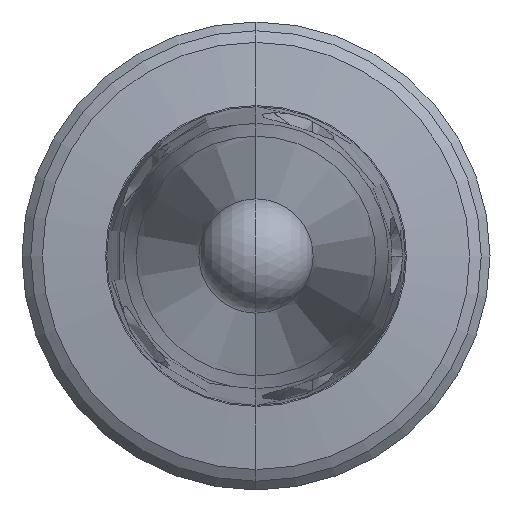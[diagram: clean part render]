
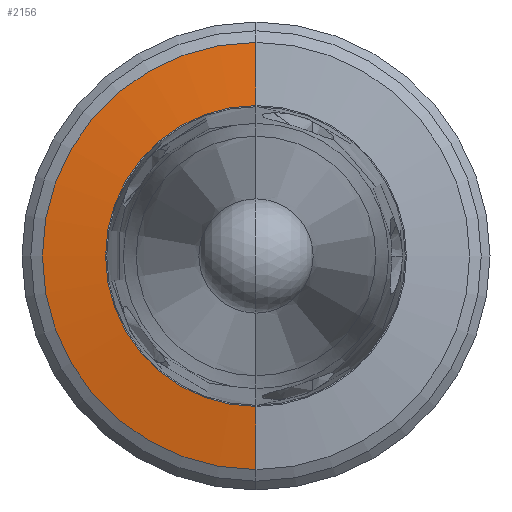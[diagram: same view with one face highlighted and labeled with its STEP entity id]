
A CAD part, left-side view. The second image highlights one B-rep face of the part: STEP entity #2156.
In plain terms, the highlighted conical face has half-angle 82.185 degrees and reference radius 9.485 mm.
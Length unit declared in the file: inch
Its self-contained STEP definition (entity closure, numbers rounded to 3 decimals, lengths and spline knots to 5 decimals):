
#224 = CIRCLE ( 'NONE', #2948, 0.37343 ) ;
#248 = CARTESIAN_POINT ( 'NONE',  ( 0.64505, 0., 0.37343 ) ) ;
#276 = ORIENTED_EDGE ( 'NONE', *, *, #762, .T. ) ;
#294 = EDGE_CURVE ( 'NONE', #6305, #1977, #224, .T. ) ;
#762 = EDGE_CURVE ( 'NONE', #5179, #1977, #4696, .T. ) ;
#771 = CARTESIAN_POINT ( 'NONE',  ( 0.64505, 0., -0.37343 ) ) ;
#1005 = DIRECTION ( 'NONE',  ( 0., 0., -1. ) ) ;
#1243 = DIRECTION ( 'NONE',  ( 0.136, 0., 0.991 ) ) ;
#1314 = DIRECTION ( 'NONE',  ( 0.136, 0., -0.991 ) ) ;
#1825 = CARTESIAN_POINT ( 'NONE',  ( 0.64505, 0., -0.37343 ) ) ;
#1893 = FACE_OUTER_BOUND ( 'NONE', #4021, .T. ) ;
#1977 = VERTEX_POINT ( 'NONE', #3350 ) ;
#2103 = VECTOR ( 'NONE', #1314, 39.37008 ) ;
#2156 = ADVANCED_FACE ( 'NONE', ( #1893 ), #2442, .T. ) ;
#2442 = CONICAL_SURFACE ( 'NONE', #2538, 0.37343, 1.434 ) ;
#2538 = AXIS2_PLACEMENT_3D ( 'NONE', #4442, #4947, #1005 ) ;
#2948 = AXIS2_PLACEMENT_3D ( 'NONE', #4337, #3853, #3368 ) ;
#3350 = CARTESIAN_POINT ( 'NONE',  ( 0.64505, 0., 0.37343 ) ) ;
#3368 = DIRECTION ( 'NONE',  ( 0., 0., -1. ) ) ;
#3389 = DIRECTION ( 'NONE',  ( 1., 0., 0. ) ) ;
#3399 = VECTOR ( 'NONE', #1243, 39.37008 ) ;
#3853 = DIRECTION ( 'NONE',  ( 1., 0., 0. ) ) ;
#3866 = DIRECTION ( 'NONE',  ( 0., 0., -1. ) ) ;
#3881 = ORIENTED_EDGE ( 'NONE', *, *, #4808, .F. ) ;
#4021 = EDGE_LOOP ( 'NONE', ( #6215, #276, #5906, #3881 ) ) ;
#4337 = CARTESIAN_POINT ( 'NONE',  ( 0.64505, 0., 0. ) ) ;
#4442 = CARTESIAN_POINT ( 'NONE',  ( 0.64505, 0., 0. ) ) ;
#4581 = CARTESIAN_POINT ( 'NONE',  ( 0.629, 0., 0.2565 ) ) ;
#4696 = LINE ( 'NONE', #248, #3399 ) ;
#4745 = LINE ( 'NONE', #1825, #2103 ) ;
#4808 = EDGE_CURVE ( 'NONE', #5570, #6305, #4745, .T. ) ;
#4947 = DIRECTION ( 'NONE',  ( 1., 0., 0. ) ) ;
#5179 = VERTEX_POINT ( 'NONE', #4581 ) ;
#5570 = VERTEX_POINT ( 'NONE', #5602 ) ;
#5602 = CARTESIAN_POINT ( 'NONE',  ( 0.629, 0., -0.2565 ) ) ;
#5682 = EDGE_CURVE ( 'NONE', #5570, #5179, #5791, .T. ) ;
#5791 = CIRCLE ( 'NONE', #5879, 0.2565 ) ;
#5879 = AXIS2_PLACEMENT_3D ( 'NONE', #6338, #3389, #3866 ) ;
#5906 = ORIENTED_EDGE ( 'NONE', *, *, #294, .F. ) ;
#6215 = ORIENTED_EDGE ( 'NONE', *, *, #5682, .T. ) ;
#6305 = VERTEX_POINT ( 'NONE', #771 ) ;
#6338 = CARTESIAN_POINT ( 'NONE',  ( 0.629, 0., 0. ) ) ;
